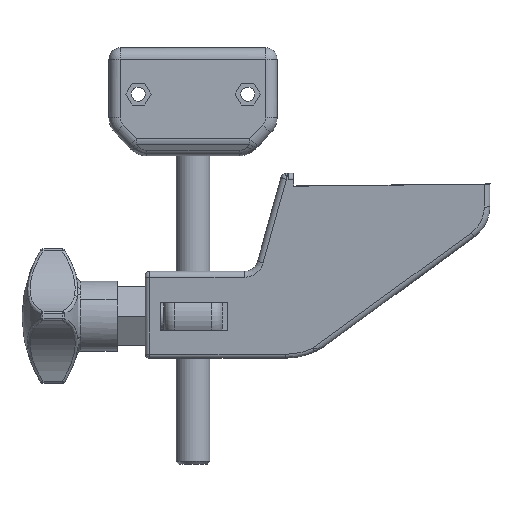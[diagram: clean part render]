
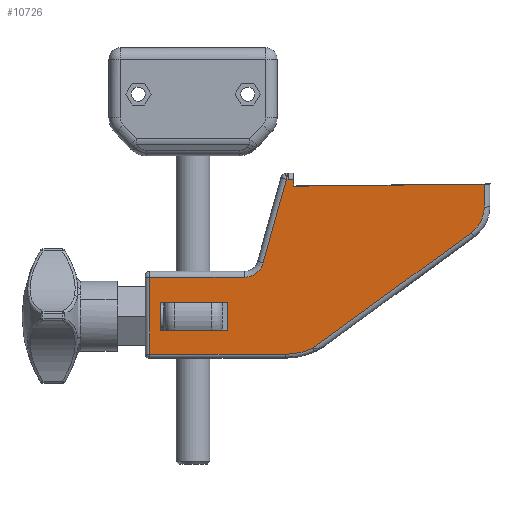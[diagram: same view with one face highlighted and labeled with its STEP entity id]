
A CAD part, front view. The second image highlights one B-rep face of the part: STEP entity #10726.
In plain terms, the highlighted planar face has unit normal (0.007, -0.998, -0.067).
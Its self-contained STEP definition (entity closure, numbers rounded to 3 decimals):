
#4849=CARTESIAN_POINT('Vertex',(17.466,-16.716,9.89)) ;
#4852=CARTESIAN_POINT('Line Origine',(29.466,-16.636,9.89)) ;
#4856=CARTESIAN_POINT('Vertex',(41.466,-16.556,9.89)) ;
#4897=CARTESIAN_POINT('Line Origine',(41.466,-16.889,14.89)) ;
#4901=CARTESIAN_POINT('Vertex',(41.466,-17.223,19.89)) ;
#4932=CARTESIAN_POINT('Vertex',(17.466,-17.383,19.89)) ;
#4935=CARTESIAN_POINT('Line Origine',(17.466,-17.05,14.89)) ;
#5645=CARTESIAN_POINT('Vertex',(64.843,-19.994,63.757)) ;
#5650=CARTESIAN_POINT('Line Origine',(64.85,-19.911,62.517)) ;
#5654=CARTESIAN_POINT('Vertex',(64.856,-19.828,61.278)) ;
#6196=CARTESIAN_POINT('Line Origine',(29.466,-17.303,19.89)) ;
#6259=CARTESIAN_POINT('Vertex',(132.98,-19.42,61.999)) ;
#6281=CARTESIAN_POINT('Line Origine',(80.636,-19.734,61.445)) ;
#6285=CARTESIAN_POINT('Vertex',(96.417,-19.639,61.612)) ;
#6288=CARTESIAN_POINT('Line Origine',(114.698,-19.53,61.805)) ;
#6309=CARTESIAN_POINT('Line Origine',(59.767,-20.028,63.757)) ;
#6313=CARTESIAN_POINT('Vertex',(62.963,-20.006,63.757)) ;
#6358=CARTESIAN_POINT('Vertex',(62.315,-20.006,63.685)) ;
#6361=CARTESIAN_POINT('Line Origine',(56.864,-20.002,63.079)) ;
#6396=CARTESIAN_POINT('Vertex',(54.004,-18.072,33.877)) ;
#6399=CARTESIAN_POINT('Line Origine',(53.528,-17.961,32.168)) ;
#6486=CARTESIAN_POINT('Vertex',(47.261,-17.776,28.757)) ;
#6490=CARTESIAN_POINT('Control Point',(54.004,-18.072,33.877)) ;
#6491=CARTESIAN_POINT('Control Point',(53.516,-17.959,32.128)) ;
#6492=CARTESIAN_POINT('Control Point',(52.461,-17.86,30.536)) ;
#6493=CARTESIAN_POINT('Control Point',(50.902,-17.791,29.348)) ;
#6494=CARTESIAN_POINT('Control Point',(49.081,-17.764,28.757)) ;
#6495=CARTESIAN_POINT('Control Point',(47.261,-17.776,28.757)) ;
#6571=CARTESIAN_POINT('Vertex',(132.924,-18.876,53.836)) ;
#6575=CARTESIAN_POINT('Control Point',(128.205,-18.293,44.627)) ;
#6576=CARTESIAN_POINT('Control Point',(129.94,-18.366,45.893)) ;
#6577=CARTESIAN_POINT('Control Point',(131.379,-18.468,47.565)) ;
#6578=CARTESIAN_POINT('Control Point',(132.395,-18.594,49.549)) ;
#6579=CARTESIAN_POINT('Control Point',(132.91,-18.733,51.691)) ;
#6580=CARTESIAN_POINT('Control Point',(132.924,-18.876,53.836)) ;
#6581=CARTESIAN_POINT('Vertex',(128.205,-18.293,44.627)) ;
#6617=CARTESIAN_POINT('Line Origine',(132.736,-17.051,26.461)) ;
#8288=CARTESIAN_POINT('Line Origine',(104.431,-17.294,27.271)) ;
#8292=CARTESIAN_POINT('Vertex',(71.771,-15.922,3.429)) ;
#8353=CARTESIAN_POINT('Vertex',(61.974,-15.845,1.29)) ;
#8379=CARTESIAN_POINT('Control Point',(71.771,-15.922,3.429)) ;
#8380=CARTESIAN_POINT('Control Point',(71.155,-15.907,3.147)) ;
#8381=CARTESIAN_POINT('Control Point',(70.528,-15.894,2.886)) ;
#8382=CARTESIAN_POINT('Control Point',(69.892,-15.882,2.649)) ;
#8383=CARTESIAN_POINT('Control Point',(67.974,-15.852,2.009)) ;
#8384=CARTESIAN_POINT('Control Point',(65.994,-15.837,1.578)) ;
#8385=CARTESIAN_POINT('Control Point',(64.66,-15.833,1.386)) ;
#8386=CARTESIAN_POINT('Control Point',(63.317,-15.836,1.29)) ;
#8387=CARTESIAN_POINT('Control Point',(61.974,-15.845,1.29)) ;
#10665=CARTESIAN_POINT('Line Origine',(57.601,-17.707,28.757)) ;
#10669=CARTESIAN_POINT('Vertex',(13.476,-18.002,28.757)) ;
#10687=CARTESIAN_POINT('Axis2P3D Location',(-170.562,-27.781,156.858)) ;
#10692=CARTESIAN_POINT('Line Origine',(37.725,-16.007,1.29)) ;
#10696=CARTESIAN_POINT('Vertex',(13.476,-16.169,1.29)) ;
#10699=CARTESIAN_POINT('Line Origine',(13.476,-17.085,15.023)) ;
#4853=DIRECTION('Vector Direction',(1.,0.007,0.)) ;
#4898=DIRECTION('Vector Direction',(0.,-0.067,0.998)) ;
#4936=DIRECTION('Vector Direction',(0.,0.067,-0.998)) ;
#5651=DIRECTION('Vector Direction',(0.005,0.067,-0.998)) ;
#6197=DIRECTION('Vector Direction',(-1.,-0.007,0.)) ;
#6282=DIRECTION('Vector Direction',(1.,0.006,0.011)) ;
#6289=DIRECTION('Vector Direction',(1.,0.006,0.011)) ;
#6310=DIRECTION('Vector Direction',(1.,0.007,0.)) ;
#6362=DIRECTION('Vector Direction',(-0.994,0.001,-0.11)) ;
#6400=DIRECTION('Vector Direction',(-0.268,0.062,-0.961)) ;
#6618=DIRECTION('Vector Direction',(0.007,-0.067,0.998)) ;
#8289=DIRECTION('Vector Direction',(-0.807,0.034,-0.589)) ;
#10666=DIRECTION('Vector Direction',(1.,0.007,0.)) ;
#10688=DIRECTION('Axis2P3D Direction',(0.007,-0.998,-0.067)) ;
#10689=DIRECTION('Axis2P3D XDirection',(0.998,0.011,-0.061)) ;
#10693=DIRECTION('Vector Direction',(1.,0.007,0.)) ;
#10700=DIRECTION('Vector Direction',(0.,0.067,-0.998)) ;
#10690=AXIS2_PLACEMENT_3D('Plane Axis2P3D',#10687,#10688,#10689) ;
#10705=ORIENTED_EDGE('',*,*,#10698,.T.) ;
#10706=ORIENTED_EDGE('',*,*,#8388,.T.) ;
#10707=ORIENTED_EDGE('',*,*,#8294,.F.) ;
#10708=ORIENTED_EDGE('',*,*,#6583,.F.) ;
#10709=ORIENTED_EDGE('',*,*,#6621,.F.) ;
#10710=ORIENTED_EDGE('',*,*,#6292,.F.) ;
#10711=ORIENTED_EDGE('',*,*,#6287,.F.) ;
#10712=ORIENTED_EDGE('',*,*,#5656,.F.) ;
#10713=ORIENTED_EDGE('',*,*,#6315,.F.) ;
#10714=ORIENTED_EDGE('',*,*,#6365,.T.) ;
#10715=ORIENTED_EDGE('',*,*,#6403,.T.) ;
#10716=ORIENTED_EDGE('',*,*,#6496,.T.) ;
#10717=ORIENTED_EDGE('',*,*,#10671,.F.) ;
#10718=ORIENTED_EDGE('',*,*,#10703,.T.) ;
#10721=ORIENTED_EDGE('',*,*,#4939,.F.) ;
#10722=ORIENTED_EDGE('',*,*,#6200,.F.) ;
#10723=ORIENTED_EDGE('',*,*,#4903,.F.) ;
#10724=ORIENTED_EDGE('',*,*,#4858,.F.) ;
#10725=FACE_BOUND('',#10720,.T.) ;
#4854=VECTOR('Line Direction',#4853,1.) ;
#4899=VECTOR('Line Direction',#4898,1.) ;
#4937=VECTOR('Line Direction',#4936,1.) ;
#5652=VECTOR('Line Direction',#5651,1.) ;
#6198=VECTOR('Line Direction',#6197,1.) ;
#6283=VECTOR('Line Direction',#6282,1.) ;
#6290=VECTOR('Line Direction',#6289,1.) ;
#6311=VECTOR('Line Direction',#6310,1.) ;
#6363=VECTOR('Line Direction',#6362,1.) ;
#6401=VECTOR('Line Direction',#6400,1.) ;
#6619=VECTOR('Line Direction',#6618,1.) ;
#8290=VECTOR('Line Direction',#8289,1.) ;
#10667=VECTOR('Line Direction',#10666,1.) ;
#10694=VECTOR('Line Direction',#10693,1.) ;
#10701=VECTOR('Line Direction',#10700,1.) ;
#10726=ADVANCED_FACE('Body.2',(#10719,#10725),#10691,.T.) ;
#6489=B_SPLINE_CURVE_WITH_KNOTS('',5,(#6490,#6491,#6492,#6493,#6494,#6495),.UNSPECIFIED.,.F.,.U.,(6,6),(21.469,29.21),.UNSPECIFIED.) ;
#6574=B_SPLINE_CURVE_WITH_KNOTS('',5,(#6575,#6576,#6577,#6578,#6579,#6580),.UNSPECIFIED.,.F.,.U.,(6,6),(47.484,59.586),.UNSPECIFIED.) ;
#8378=B_SPLINE_CURVE_WITH_KNOTS('',5,(#8379,#8380,#8381,#8382,#8383,#8384,#8385,#8386,#8387),.UNSPECIFIED.,.F.,.U.,(6,3,6),(60.869,65.82,75.624),.UNSPECIFIED.) ;
#4858=EDGE_CURVE('',#4850,#4857,#4855,.T.) ;
#4903=EDGE_CURVE('',#4857,#4902,#4900,.T.) ;
#4939=EDGE_CURVE('',#4933,#4850,#4938,.T.) ;
#5656=EDGE_CURVE('',#5646,#5655,#5653,.T.) ;
#6200=EDGE_CURVE('',#4902,#4933,#6199,.T.) ;
#6287=EDGE_CURVE('',#5655,#6286,#6284,.T.) ;
#6292=EDGE_CURVE('',#6286,#6260,#6291,.T.) ;
#6315=EDGE_CURVE('',#6314,#5646,#6312,.T.) ;
#6365=EDGE_CURVE('',#6314,#6359,#6364,.T.) ;
#6403=EDGE_CURVE('',#6359,#6397,#6402,.T.) ;
#6496=EDGE_CURVE('',#6397,#6487,#6489,.T.) ;
#6583=EDGE_CURVE('',#6572,#6582,#6574,.F.) ;
#6621=EDGE_CURVE('',#6260,#6572,#6620,.F.) ;
#8294=EDGE_CURVE('',#6582,#8293,#8291,.T.) ;
#8388=EDGE_CURVE('',#8354,#8293,#8378,.F.) ;
#10671=EDGE_CURVE('',#10670,#6487,#10668,.T.) ;
#10698=EDGE_CURVE('',#10697,#8354,#10695,.T.) ;
#10703=EDGE_CURVE('',#10670,#10697,#10702,.T.) ;
#10704=EDGE_LOOP('',(#10705,#10706,#10707,#10708,#10709,#10710,#10711,#10712,#10713,#10714,#10715,#10716,#10717,#10718)) ;
#10720=EDGE_LOOP('',(#10721,#10722,#10723,#10724)) ;
#10719=FACE_OUTER_BOUND('',#10704,.T.) ;
#4855=LINE('Line',#4852,#4854) ;
#4900=LINE('Line',#4897,#4899) ;
#4938=LINE('Line',#4935,#4937) ;
#5653=LINE('Line',#5650,#5652) ;
#6199=LINE('Line',#6196,#6198) ;
#6284=LINE('Line',#6281,#6283) ;
#6291=LINE('Line',#6288,#6290) ;
#6312=LINE('Line',#6309,#6311) ;
#6364=LINE('Line',#6361,#6363) ;
#6402=LINE('Line',#6399,#6401) ;
#6620=LINE('Line',#6617,#6619) ;
#8291=LINE('Line',#8288,#8290) ;
#10668=LINE('Line',#10665,#10667) ;
#10695=LINE('Line',#10692,#10694) ;
#10702=LINE('Line',#10699,#10701) ;
#10691=PLANE('',#10690) ;
#4850=VERTEX_POINT('',#4849) ;
#4857=VERTEX_POINT('',#4856) ;
#4902=VERTEX_POINT('',#4901) ;
#4933=VERTEX_POINT('',#4932) ;
#5646=VERTEX_POINT('',#5645) ;
#5655=VERTEX_POINT('',#5654) ;
#6260=VERTEX_POINT('',#6259) ;
#6286=VERTEX_POINT('',#6285) ;
#6314=VERTEX_POINT('',#6313) ;
#6359=VERTEX_POINT('',#6358) ;
#6397=VERTEX_POINT('',#6396) ;
#6487=VERTEX_POINT('',#6486) ;
#6572=VERTEX_POINT('',#6571) ;
#6582=VERTEX_POINT('',#6581) ;
#8293=VERTEX_POINT('',#8292) ;
#8354=VERTEX_POINT('',#8353) ;
#10670=VERTEX_POINT('',#10669) ;
#10697=VERTEX_POINT('',#10696) ;
